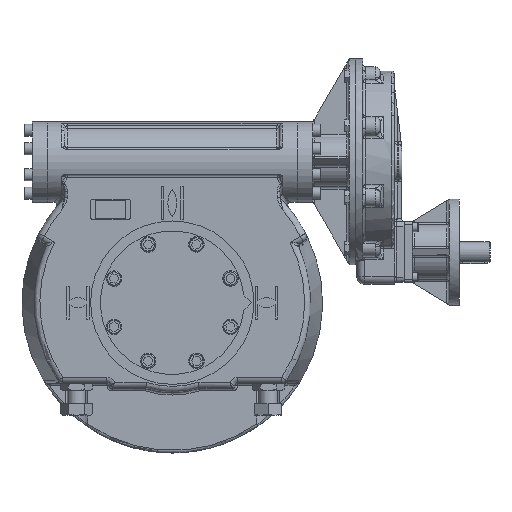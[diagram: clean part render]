
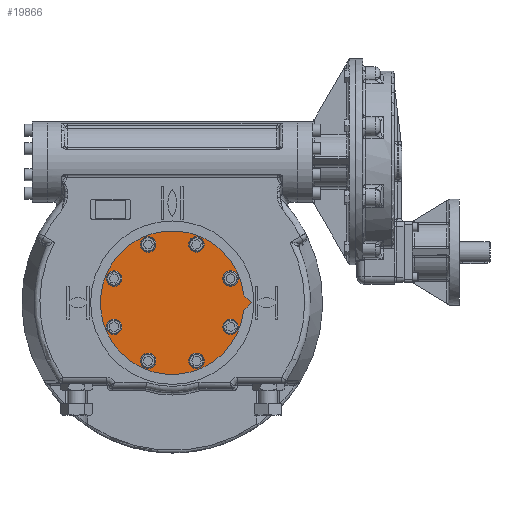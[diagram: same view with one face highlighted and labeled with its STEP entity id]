
A CAD part, top view. The second image highlights one B-rep face of the part: STEP entity #19866.
In plain terms, the highlighted planar face has unit normal (0, 0, 1).
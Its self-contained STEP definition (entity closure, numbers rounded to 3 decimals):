
#738=PLANE('',#23329);
#1917=LINE('',#55365,#3113);
#1920=LINE('',#55371,#3116);
#3113=VECTOR('',#28568,1000.);
#3116=VECTOR('',#28573,1000.);
#9516=ORIENTED_EDGE('',*,*,#12553,.T.);
#9517=ORIENTED_EDGE('',*,*,#12554,.T.);
#9518=ORIENTED_EDGE('',*,*,#12555,.T.);
#9519=ORIENTED_EDGE('',*,*,#12556,.T.);
#9520=ORIENTED_EDGE('',*,*,#12557,.T.);
#9521=ORIENTED_EDGE('',*,*,#12558,.T.);
#9522=ORIENTED_EDGE('',*,*,#12559,.T.);
#9523=ORIENTED_EDGE('',*,*,#12560,.T.);
#9524=ORIENTED_EDGE('',*,*,#12538,.F.);
#9525=ORIENTED_EDGE('',*,*,#12544,.F.);
#9526=ORIENTED_EDGE('',*,*,#12541,.F.);
#12538=EDGE_CURVE('',#14540,#14541,#1917,.T.);
#12541=EDGE_CURVE('',#14541,#14543,#1920,.T.);
#12544=EDGE_CURVE('',#14543,#14540,#15546,.T.);
#12553=EDGE_CURVE('',#14552,#14552,#15555,.T.);
#12554=EDGE_CURVE('',#14553,#14553,#15556,.T.);
#12555=EDGE_CURVE('',#14554,#14554,#15557,.T.);
#12556=EDGE_CURVE('',#14555,#14555,#15558,.T.);
#12557=EDGE_CURVE('',#14556,#14556,#15559,.T.);
#12558=EDGE_CURVE('',#14557,#14557,#15560,.T.);
#12559=EDGE_CURVE('',#14558,#14558,#15561,.T.);
#12560=EDGE_CURVE('',#14559,#14559,#15562,.T.);
#14540=VERTEX_POINT('',#55364);
#14541=VERTEX_POINT('',#55366);
#14543=VERTEX_POINT('',#55372);
#14552=VERTEX_POINT('',#55396);
#14553=VERTEX_POINT('',#55398);
#14554=VERTEX_POINT('',#55400);
#14555=VERTEX_POINT('',#55402);
#14556=VERTEX_POINT('',#55404);
#14557=VERTEX_POINT('',#55406);
#14558=VERTEX_POINT('',#55408);
#14559=VERTEX_POINT('',#55410);
#15546=CIRCLE('',#23319,142.5);
#15555=CIRCLE('',#23330,10.5);
#15556=CIRCLE('',#23331,10.5);
#15557=CIRCLE('',#23332,10.5);
#15558=CIRCLE('',#23333,10.5);
#15559=CIRCLE('',#23334,10.5);
#15560=CIRCLE('',#23335,10.5);
#15561=CIRCLE('',#23336,10.5);
#15562=CIRCLE('',#23337,10.5);
#17032=EDGE_LOOP('',(#9516));
#17033=EDGE_LOOP('',(#9517));
#17034=EDGE_LOOP('',(#9518));
#17035=EDGE_LOOP('',(#9519));
#17036=EDGE_LOOP('',(#9520));
#17037=EDGE_LOOP('',(#9521));
#17038=EDGE_LOOP('',(#9522));
#17039=EDGE_LOOP('',(#9523));
#17040=EDGE_LOOP('',(#9524,#9525,#9526));
#18541=FACE_BOUND('',#17032,.T.);
#18542=FACE_BOUND('',#17033,.T.);
#18543=FACE_BOUND('',#17034,.T.);
#18544=FACE_BOUND('',#17035,.T.);
#18545=FACE_BOUND('',#17036,.T.);
#18546=FACE_BOUND('',#17037,.T.);
#18547=FACE_BOUND('',#17038,.T.);
#18548=FACE_BOUND('',#17039,.T.);
#18549=FACE_BOUND('',#17040,.T.);
#19866=ADVANCED_FACE('',(#18541,#18542,#18543,#18544,#18545,#18546,#18547,
#18548,#18549),#738,.F.);
#23319=AXIS2_PLACEMENT_3D('',#55376,#28579,#28580);
#23329=AXIS2_PLACEMENT_3D('',#55394,#28599,#28600);
#23330=AXIS2_PLACEMENT_3D('',#55395,#28601,#28602);
#23331=AXIS2_PLACEMENT_3D('',#55397,#28603,#28604);
#23332=AXIS2_PLACEMENT_3D('',#55399,#28605,#28606);
#23333=AXIS2_PLACEMENT_3D('',#55401,#28607,#28608);
#23334=AXIS2_PLACEMENT_3D('',#55403,#28609,#28610);
#23335=AXIS2_PLACEMENT_3D('',#55405,#28611,#28612);
#23336=AXIS2_PLACEMENT_3D('',#55407,#28613,#28614);
#23337=AXIS2_PLACEMENT_3D('',#55409,#28615,#28616);
#28568=DIRECTION('',(0.707,-0.707,0.));
#28573=DIRECTION('',(-0.707,-0.707,0.));
#28579=DIRECTION('',(0.,0.,-1.));
#28580=DIRECTION('',(1.,0.,0.));
#28599=DIRECTION('',(0.,0.,-1.));
#28600=DIRECTION('',(1.,0.,0.));
#28601=DIRECTION('',(0.,0.,-1.));
#28602=DIRECTION('',(0.707,0.707,0.));
#28603=DIRECTION('',(0.,0.,-1.));
#28604=DIRECTION('',(0.,1.,0.));
#28605=DIRECTION('',(0.,0.,-1.));
#28606=DIRECTION('',(-0.707,0.707,0.));
#28607=DIRECTION('',(0.,0.,-1.));
#28608=DIRECTION('',(-1.,0.,0.));
#28609=DIRECTION('',(0.,0.,-1.));
#28610=DIRECTION('',(-0.707,-0.707,0.));
#28611=DIRECTION('',(0.,0.,-1.));
#28612=DIRECTION('',(0.,-1.,0.));
#28613=DIRECTION('',(0.,0.,-1.));
#28614=DIRECTION('',(0.707,-0.707,0.));
#28615=DIRECTION('',(0.,0.,-1.));
#28616=DIRECTION('',(1.,0.,0.));
#55364=CARTESIAN_POINT('',(141.673,15.327,78.));
#55365=CARTESIAN_POINT('',(157.,0.,78.));
#55366=CARTESIAN_POINT('',(157.,0.,78.));
#55371=CARTESIAN_POINT('',(157.,0.,78.));
#55372=CARTESIAN_POINT('',(141.673,-15.327,78.));
#55376=CARTESIAN_POINT('',(0.,0.,78.));
#55394=CARTESIAN_POINT('',(0.,0.,78.));
#55395=CARTESIAN_POINT('',(47.835,115.485,78.));
#55396=CARTESIAN_POINT('',(55.26,122.91,78.));
#55397=CARTESIAN_POINT('',(-47.835,115.485,78.));
#55398=CARTESIAN_POINT('',(-47.835,125.985,78.));
#55399=CARTESIAN_POINT('',(-115.485,47.835,78.));
#55400=CARTESIAN_POINT('',(-122.91,55.26,78.));
#55401=CARTESIAN_POINT('',(-115.485,-47.835,78.));
#55402=CARTESIAN_POINT('',(-125.985,-47.835,78.));
#55403=CARTESIAN_POINT('',(-47.835,-115.485,78.));
#55404=CARTESIAN_POINT('',(-55.26,-122.91,78.));
#55405=CARTESIAN_POINT('',(47.835,-115.485,78.));
#55406=CARTESIAN_POINT('',(47.835,-125.985,78.));
#55407=CARTESIAN_POINT('',(115.485,-47.835,78.));
#55408=CARTESIAN_POINT('',(122.91,-55.26,78.));
#55409=CARTESIAN_POINT('',(115.485,47.835,78.));
#55410=CARTESIAN_POINT('',(125.985,47.835,78.));
